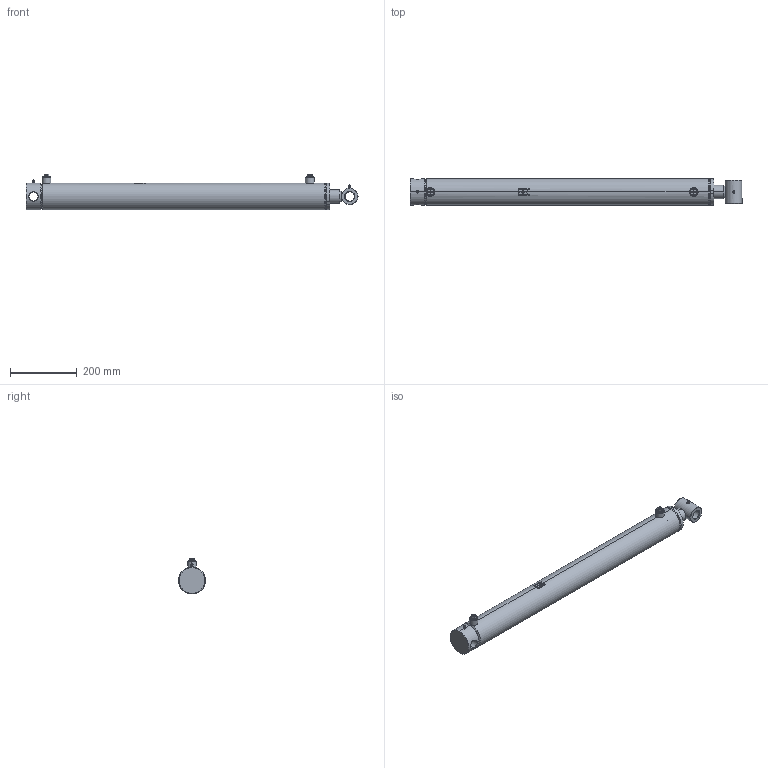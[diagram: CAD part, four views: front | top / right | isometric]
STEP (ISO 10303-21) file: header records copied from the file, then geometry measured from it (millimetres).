
FILE_DESCRIPTION (( 'STEP AP214' ), '1' );
FILE_NAME ('CFGCY0079643-Cylinder.step', '2026-03-09T10:47:33', ( 'Kramp IT' ), ( 'Kramp' ), 'SwSTEP 2.0', 'SolidWorks 2025', '' );
FILE_SCHEMA (( 'AUTOMOTIVE_DESIGN' ));
Length unit declared in the file: millimetre
Products named in the file (21): MATE-AID; Tube-WA_Simplified; DS2907013040VM_Simplified; Tube-MA_Simplified; DS2907004_Simplified; BUSH-RD; DS2907004VM_Simplified; DC39BEVD070B; Tube_Simplified; ATT-NONE; GN61180; LSN06E; BUSHVM-RD; Rod_Simplified; ENDCAP70HOLE; CFGCY0079643-Cylinder; DS2906015; DS2907013040_Simplified; SP06M; Rod-WA_Simplified; SPACER_SPACER
Assembly tree (21 placements, depth 4):
  MATE-AID
  ATT-NONE
  CFGCY0079643-Cylinder
    Tube-WA_Simplified
      Tube-MA_Simplified
        Tube_Simplified
        LSN06E
      LSN06E
      DC39BEVD070B
        ENDCAP70HOLE
    Rod-WA_Simplified
      Rod_Simplified
      BUSHVM-RD
        BUSH-RD
    DS2907013040VM_Simplified
      DS2907013040_Simplified
    DS2907004VM_Simplified
      DS2907004_Simplified
    DS2906015
    SPACER_SPACER
    SP06M  x2
    GN61180  x2
Bounding box: 998 x 80 x 107 mm (x, y, z)
Volume: 2815269.8 mm3; surface area: 654990.7 mm2
Topology: 14 solids, 14 shells, 398 faces, 894 edges, 562 vertices
Faces by surface type: plane 155, cylinder 125, cone 84, torus 26, bspline 4, sphere 4
Entity records: 9518 total; most frequent: CARTESIAN_POINT 2195, DIRECTION 1546, ORIENTED_EDGE 1312, EDGE_CURVE 656, AXIS2_PLACEMENT_3D 615, VERTEX_POINT 411, EDGE_LOOP 343, LINE 316
